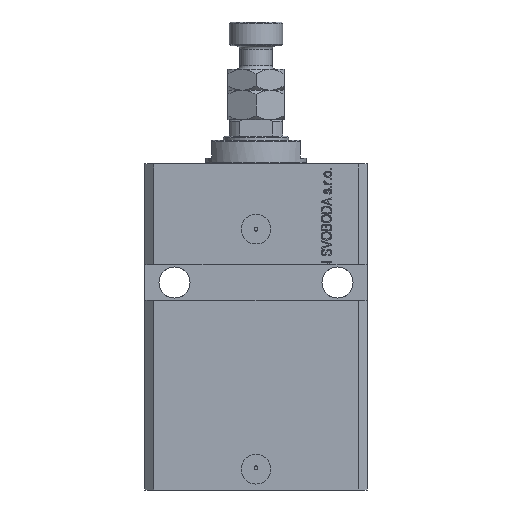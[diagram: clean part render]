
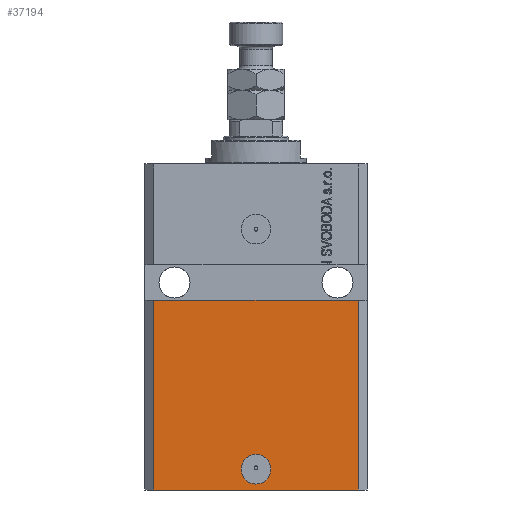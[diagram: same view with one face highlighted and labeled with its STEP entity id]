
A CAD part, front view. The second image highlights one B-rep face of the part: STEP entity #37194.
In plain terms, the highlighted planar face has unit normal (0, -1, 0).
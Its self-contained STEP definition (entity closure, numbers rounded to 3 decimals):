
#2020 = VERTEX_POINT ( 'NONE', #15252 ) ;
#2667 = DIRECTION ( 'NONE',  ( 0., 0., 1. ) ) ;
#2816 = DIRECTION ( 'NONE',  ( 1., 0., 0. ) ) ;
#2863 = ORIENTED_EDGE ( 'NONE', *, *, #33953, .F. ) ;
#3313 = CARTESIAN_POINT ( 'NONE',  ( -37.5, -27.5, -46. ) ) ;
#5901 = AXIS2_PLACEMENT_3D ( 'NONE', #13486, #32326, #40007 ) ;
#6353 = CARTESIAN_POINT ( 'NONE',  ( 0., -27.5, -103. ) ) ;
#6859 = ORIENTED_EDGE ( 'NONE', *, *, #35255, .T. ) ;
#7452 = CIRCLE ( 'NONE', #9055, 5. ) ;
#7533 = VECTOR ( 'NONE', #10502, 1000. ) ;
#7987 = CARTESIAN_POINT ( 'NONE',  ( 5., -27.5, -103. ) ) ;
#9055 = AXIS2_PLACEMENT_3D ( 'NONE', #6353, #10085, #29658 ) ;
#9161 = CARTESIAN_POINT ( 'NONE',  ( 0., -27.5, -103. ) ) ;
#9647 = ORIENTED_EDGE ( 'NONE', *, *, #38365, .F. ) ;
#10085 = DIRECTION ( 'NONE',  ( 0., -1., 0. ) ) ;
#10502 = DIRECTION ( 'NONE',  ( 1., 0., 0. ) ) ;
#11256 = LINE ( 'NONE', #41006, #15453 ) ;
#11474 = AXIS2_PLACEMENT_3D ( 'NONE', #9161, #25262, #17577 ) ;
#13486 = CARTESIAN_POINT ( 'NONE',  ( -34.5, -27.5, -110. ) ) ;
#14897 = EDGE_CURVE ( 'NONE', #38479, #41274, #20533, .T. ) ;
#15252 = CARTESIAN_POINT ( 'NONE',  ( 34.5, -27.5, -110. ) ) ;
#15453 = VECTOR ( 'NONE', #33799, 1000. ) ;
#17577 = DIRECTION ( 'NONE',  ( 1., 0., 0. ) ) ;
#17698 = FACE_OUTER_BOUND ( 'NONE', #19073, .T. ) ;
#19073 = EDGE_LOOP ( 'NONE', ( #9647, #46794, #21326, #6859 ) ) ;
#20533 = LINE ( 'NONE', #36863, #41143 ) ;
#21177 = LINE ( 'NONE', #3313, #7533 ) ;
#21326 = ORIENTED_EDGE ( 'NONE', *, *, #46220, .T. ) ;
#22049 = VECTOR ( 'NONE', #2816, 1000. ) ;
#22834 = EDGE_CURVE ( 'NONE', #30123, #33349, #7452, .T. ) ;
#25262 = DIRECTION ( 'NONE',  ( 0., -1., 0. ) ) ;
#26738 = CARTESIAN_POINT ( 'NONE',  ( 34.5, -27.5, -46. ) ) ;
#28851 = FACE_BOUND ( 'NONE', #45183, .T. ) ;
#29658 = DIRECTION ( 'NONE',  ( 1., 0., 0. ) ) ;
#30123 = VERTEX_POINT ( 'NONE', #7987 ) ;
#30671 = CARTESIAN_POINT ( 'NONE',  ( -34.5, -27.5, -46. ) ) ;
#31306 = CARTESIAN_POINT ( 'NONE',  ( -34.5, -27.5, -110. ) ) ;
#31414 = LINE ( 'NONE', #44206, #22049 ) ;
#31747 = ORIENTED_EDGE ( 'NONE', *, *, #22834, .F. ) ;
#32326 = DIRECTION ( 'NONE',  ( 0., -1., 0. ) ) ;
#33349 = VERTEX_POINT ( 'NONE', #41233 ) ;
#33799 = DIRECTION ( 'NONE',  ( 0., 0., 1. ) ) ;
#33953 = EDGE_CURVE ( 'NONE', #33349, #30123, #43907, .T. ) ;
#34109 = VERTEX_POINT ( 'NONE', #26738 ) ;
#35255 = EDGE_CURVE ( 'NONE', #2020, #34109, #11256, .T. ) ;
#36037 = PLANE ( 'NONE',  #5901 ) ;
#36863 = CARTESIAN_POINT ( 'NONE',  ( -34.5, -27.5, -110. ) ) ;
#37194 = ADVANCED_FACE ( 'NONE', ( #28851, #17698 ), #36037, .T. ) ;
#38365 = EDGE_CURVE ( 'NONE', #41274, #34109, #21177, .T. ) ;
#38479 = VERTEX_POINT ( 'NONE', #31306 ) ;
#40007 = DIRECTION ( 'NONE',  ( 0., 0., -1. ) ) ;
#41006 = CARTESIAN_POINT ( 'NONE',  ( 34.5, -27.5, -110. ) ) ;
#41143 = VECTOR ( 'NONE', #2667, 1000. ) ;
#41233 = CARTESIAN_POINT ( 'NONE',  ( -5., -27.5, -103. ) ) ;
#41274 = VERTEX_POINT ( 'NONE', #30671 ) ;
#43907 = CIRCLE ( 'NONE', #11474, 5. ) ;
#44206 = CARTESIAN_POINT ( 'NONE',  ( -34.5, -27.5, -110. ) ) ;
#45183 = EDGE_LOOP ( 'NONE', ( #31747, #2863 ) ) ;
#46220 = EDGE_CURVE ( 'NONE', #38479, #2020, #31414, .T. ) ;
#46794 = ORIENTED_EDGE ( 'NONE', *, *, #14897, .F. ) ;
